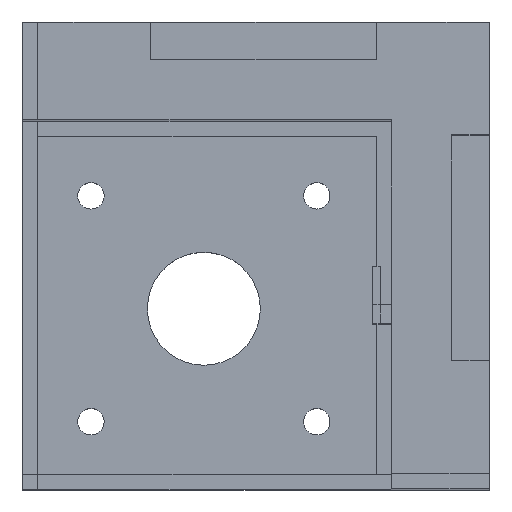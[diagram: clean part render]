
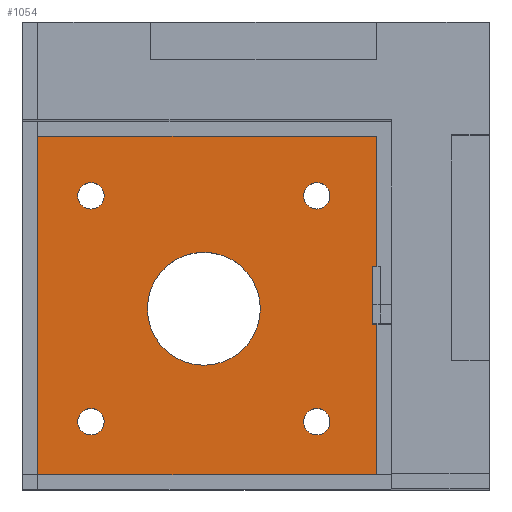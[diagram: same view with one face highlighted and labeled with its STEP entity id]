
A CAD part, top view. The second image highlights one B-rep face of the part: STEP entity #1054.
In plain terms, the highlighted planar face has unit normal (0, 0, 1).
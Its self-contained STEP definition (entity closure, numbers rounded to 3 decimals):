
#512 = EDGE_CURVE('',#513,#513,#515,.T.);
#513 = VERTEX_POINT('',#514);
#514 = CARTESIAN_POINT('',(8.821,7.071,5.));
#515 = CIRCLE('',#516,1.75);
#516 = AXIS2_PLACEMENT_3D('',#517,#518,#519);
#517 = CARTESIAN_POINT('',(7.071,7.071,5.));
#518 = DIRECTION('',(0.,0.,1.));
#519 = DIRECTION('',(1.,0.,0.));
#537 = EDGE_CURVE('',#538,#538,#540,.T.);
#538 = VERTEX_POINT('',#539);
#539 = CARTESIAN_POINT('',(38.821,7.071,5.));
#540 = CIRCLE('',#541,1.75);
#541 = AXIS2_PLACEMENT_3D('',#542,#543,#544);
#542 = CARTESIAN_POINT('',(37.071,7.071,5.));
#543 = DIRECTION('',(0.,0.,1.));
#544 = DIRECTION('',(1.,0.,0.));
#562 = EDGE_CURVE('',#563,#563,#565,.T.);
#563 = VERTEX_POINT('',#564);
#564 = CARTESIAN_POINT('',(8.821,37.071,5.));
#565 = CIRCLE('',#566,1.75);
#566 = AXIS2_PLACEMENT_3D('',#567,#568,#569);
#567 = CARTESIAN_POINT('',(7.071,37.071,5.));
#568 = DIRECTION('',(0.,0.,1.));
#569 = DIRECTION('',(1.,0.,0.));
#587 = EDGE_CURVE('',#588,#588,#590,.T.);
#588 = VERTEX_POINT('',#589);
#589 = CARTESIAN_POINT('',(29.571,22.071,5.));
#590 = CIRCLE('',#591,7.5);
#591 = AXIS2_PLACEMENT_3D('',#592,#593,#594);
#592 = CARTESIAN_POINT('',(22.071,22.071,5.));
#593 = DIRECTION('',(0.,0.,1.));
#594 = DIRECTION('',(1.,0.,0.));
#612 = EDGE_CURVE('',#613,#613,#615,.T.);
#613 = VERTEX_POINT('',#614);
#614 = CARTESIAN_POINT('',(38.821,37.071,5.));
#615 = CIRCLE('',#616,1.75);
#616 = AXIS2_PLACEMENT_3D('',#617,#618,#619);
#617 = CARTESIAN_POINT('',(37.071,37.071,5.));
#618 = DIRECTION('',(0.,0.,1.));
#619 = DIRECTION('',(1.,0.,0.));
#1054 = ADVANCED_FACE('',(#1055,#1089,#1092,#1095,#1098,#1101),#1104,.T.
  );
#1055 = FACE_BOUND('',#1056,.T.);
#1056 = EDGE_LOOP('',(#1057,#1067,#1075,#1083));
#1057 = ORIENTED_EDGE('',*,*,#1058,.T.);
#1058 = EDGE_CURVE('',#1059,#1061,#1063,.T.);
#1059 = VERTEX_POINT('',#1060);
#1060 = CARTESIAN_POINT('',(0.,0.,5.));
#1061 = VERTEX_POINT('',#1062);
#1062 = CARTESIAN_POINT('',(45.,0.,5.));
#1063 = LINE('',#1064,#1065);
#1064 = CARTESIAN_POINT('',(0.,0.,5.));
#1065 = VECTOR('',#1066,1.);
#1066 = DIRECTION('',(1.,0.,0.));
#1067 = ORIENTED_EDGE('',*,*,#1068,.T.);
#1068 = EDGE_CURVE('',#1061,#1069,#1071,.T.);
#1069 = VERTEX_POINT('',#1070);
#1070 = CARTESIAN_POINT('',(45.,45.,5.));
#1071 = LINE('',#1072,#1073);
#1072 = CARTESIAN_POINT('',(45.,0.,5.));
#1073 = VECTOR('',#1074,1.);
#1074 = DIRECTION('',(0.,1.,0.));
#1075 = ORIENTED_EDGE('',*,*,#1076,.T.);
#1076 = EDGE_CURVE('',#1069,#1077,#1079,.T.);
#1077 = VERTEX_POINT('',#1078);
#1078 = CARTESIAN_POINT('',(0.,45.,5.));
#1079 = LINE('',#1080,#1081);
#1080 = CARTESIAN_POINT('',(45.,45.,5.));
#1081 = VECTOR('',#1082,1.);
#1082 = DIRECTION('',(-1.,0.,0.));
#1083 = ORIENTED_EDGE('',*,*,#1084,.T.);
#1084 = EDGE_CURVE('',#1077,#1059,#1085,.T.);
#1085 = LINE('',#1086,#1087);
#1086 = CARTESIAN_POINT('',(0.,45.,5.));
#1087 = VECTOR('',#1088,1.);
#1088 = DIRECTION('',(0.,-1.,0.));
#1089 = FACE_BOUND('',#1090,.T.);
#1090 = EDGE_LOOP('',(#1091));
#1091 = ORIENTED_EDGE('',*,*,#512,.F.);
#1092 = FACE_BOUND('',#1093,.T.);
#1093 = EDGE_LOOP('',(#1094));
#1094 = ORIENTED_EDGE('',*,*,#537,.F.);
#1095 = FACE_BOUND('',#1096,.T.);
#1096 = EDGE_LOOP('',(#1097));
#1097 = ORIENTED_EDGE('',*,*,#562,.F.);
#1098 = FACE_BOUND('',#1099,.T.);
#1099 = EDGE_LOOP('',(#1100));
#1100 = ORIENTED_EDGE('',*,*,#587,.F.);
#1101 = FACE_BOUND('',#1102,.T.);
#1102 = EDGE_LOOP('',(#1103));
#1103 = ORIENTED_EDGE('',*,*,#612,.F.);
#1104 = PLANE('',#1105);
#1105 = AXIS2_PLACEMENT_3D('',#1106,#1107,#1108);
#1106 = CARTESIAN_POINT('',(22.5,22.5,5.));
#1107 = DIRECTION('',(0.,0.,1.));
#1108 = DIRECTION('',(1.,0.,0.));
